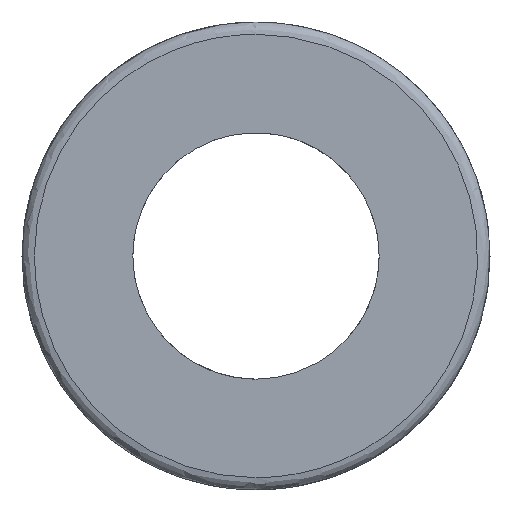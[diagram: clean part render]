
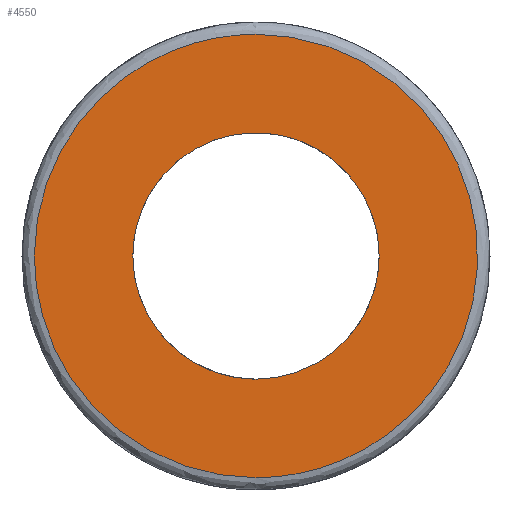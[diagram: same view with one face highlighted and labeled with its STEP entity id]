
A CAD part, left-side view. The second image highlights one B-rep face of the part: STEP entity #4550.
In plain terms, the highlighted free-form (B-spline) face has degree [1, 1] with [2, 2] control points.
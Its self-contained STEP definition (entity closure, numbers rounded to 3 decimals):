
#3600 = CARTESIAN_POINT ('', (0., 0., -5.));
#3610 = VERTEX_POINT ('', #3600);
#3670 = CARTESIAN_POINT ('', (0., -5., 0.));
#3680 = VERTEX_POINT ('', #3670);
#3690 = CARTESIAN_POINT ('', (0., 0., -5.));
#3700 = CARTESIAN_POINT ('', (0., -2.5, -5.));
#3710 = CARTESIAN_POINT ('', (0., -5., -3.333));
#3720 = CARTESIAN_POINT ('', (0., -5., 0.));
#3730 = (
   BOUNDED_CURVE ()
   B_SPLINE_CURVE (3, (#3690, #3700, #3710, #3720), .UNSPECIFIED., .F., .U.)
   B_SPLINE_CURVE_WITH_KNOTS ((4, 4), (0., 1.), .UNSPECIFIED.)
   CURVE ()
   GEOMETRIC_REPRESENTATION_ITEM ()
   RATIONAL_B_SPLINE_CURVE ((1., 0.667, 0.5, 0.5))
   REPRESENTATION_ITEM ('')
);
#3740 = EDGE_CURVE ('', #3610, #3680, #3730, .T.);
#3760 = CARTESIAN_POINT ('', (0., 5., 0.));
#3770 = VERTEX_POINT ('', #3760);
#3780 = CARTESIAN_POINT ('', (0., -5., 0.));
#3790 = CARTESIAN_POINT ('', (0., -5., 3.333));
#3800 = CARTESIAN_POINT ('', (0., -2.5, 5.));
#3810 = CARTESIAN_POINT ('', (0., 0., 5.));
#3820 = CARTESIAN_POINT ('', (0., 2.5, 5.));
#3830 = CARTESIAN_POINT ('', (0., 5., 3.333));
#3840 = CARTESIAN_POINT ('', (0., 5., 0.));
#3850 = (
   BOUNDED_CURVE ()
   B_SPLINE_CURVE (3, (#3780, #3790, #3800, #3810, #3820, #3830, #3840), .UNSPECIFIED., .F., .U.)
   B_SPLINE_CURVE_WITH_KNOTS ((4, 3, 4), (0., 0.5, 1.), .UNSPECIFIED.)
   CURVE ()
   GEOMETRIC_REPRESENTATION_ITEM ()
   RATIONAL_B_SPLINE_CURVE ((0.5, 0.5, 0.667, 1., 0.667, 0.5, 0.5))
   REPRESENTATION_ITEM ('')
);
#3860 = EDGE_CURVE ('', #3680, #3770, #3850, .T.);
#3880 = CARTESIAN_POINT ('', (0., 5., 0.));
#3890 = CARTESIAN_POINT ('', (0., 5., -3.333));
#3900 = CARTESIAN_POINT ('', (0., 2.5, -5.));
#3910 = CARTESIAN_POINT ('', (0., 0., -5.));
#3920 = (
   BOUNDED_CURVE ()
   B_SPLINE_CURVE (3, (#3880, #3890, #3900, #3910), .UNSPECIFIED., .F., .U.)
   B_SPLINE_CURVE_WITH_KNOTS ((4, 4), (0., 1.), .UNSPECIFIED.)
   CURVE ()
   GEOMETRIC_REPRESENTATION_ITEM ()
   RATIONAL_B_SPLINE_CURVE ((0.5, 0.5, 0.667, 1.))
   REPRESENTATION_ITEM ('')
);
#3930 = EDGE_CURVE ('', #3770, #3610, #3920, .T.);
#4160 = CARTESIAN_POINT ('', (0., 0., 9.));
#4170 = VERTEX_POINT ('', #4160);
#4180 = CARTESIAN_POINT ('', (0., 0., -9.));
#4190 = VERTEX_POINT ('', #4180);
#4200 = CARTESIAN_POINT ('', (0., 0., 9.));
#4210 = CARTESIAN_POINT ('', (0., -18., 9.));
#4220 = CARTESIAN_POINT ('', (0., -18., -9.));
#4230 = CARTESIAN_POINT ('', (0., 0., -9.));
#4240 = (
   BOUNDED_CURVE ()
   B_SPLINE_CURVE (3, (#4200, #4210, #4220, #4230), .UNSPECIFIED., .F., .U.)
   B_SPLINE_CURVE_WITH_KNOTS ((4, 4), (0., 1.), .UNSPECIFIED.)
   CURVE ()
   GEOMETRIC_REPRESENTATION_ITEM ()
   RATIONAL_B_SPLINE_CURVE ((0.957, 0.319, 0.319, 0.957))
   REPRESENTATION_ITEM ('')
);
#4250 = EDGE_CURVE ('', #4170, #4190, #4240, .T.);
#4260 = ORIENTED_EDGE ('', *, *, #4250, .F.);
#4270 = CARTESIAN_POINT ('', (0., 9., 0.));
#4280 = VERTEX_POINT ('', #4270);
#4290 = CARTESIAN_POINT ('', (0., 9., 0.));
#4300 = CARTESIAN_POINT ('', (0., 9., 6.));
#4310 = CARTESIAN_POINT ('', (0., 4.5, 9.));
#4320 = CARTESIAN_POINT ('', (0., 0., 9.));
#4330 = (
   BOUNDED_CURVE ()
   B_SPLINE_CURVE (3, (#4290, #4300, #4310, #4320), .UNSPECIFIED., .F., .U.)
   B_SPLINE_CURVE_WITH_KNOTS ((4, 4), (0., 1.), .UNSPECIFIED.)
   CURVE ()
   GEOMETRIC_REPRESENTATION_ITEM ()
   RATIONAL_B_SPLINE_CURVE ((0.478, 0.478, 0.638, 0.957))
   REPRESENTATION_ITEM ('')
);
#4340 = EDGE_CURVE ('', #4280, #4170, #4330, .T.);
#4350 = ORIENTED_EDGE ('', *, *, #4340, .F.);
#4360 = CARTESIAN_POINT ('', (0., 0., -9.));
#4370 = CARTESIAN_POINT ('', (0., 4.5, -9.));
#4380 = CARTESIAN_POINT ('', (0., 9., -6.));
#4390 = CARTESIAN_POINT ('', (0., 9., 0.));
#4400 = (
   BOUNDED_CURVE ()
   B_SPLINE_CURVE (3, (#4360, #4370, #4380, #4390), .UNSPECIFIED., .F., .U.)
   B_SPLINE_CURVE_WITH_KNOTS ((4, 4), (0., 1.), .UNSPECIFIED.)
   CURVE ()
   GEOMETRIC_REPRESENTATION_ITEM ()
   RATIONAL_B_SPLINE_CURVE ((0.957, 0.638, 0.478, 0.478))
   REPRESENTATION_ITEM ('')
);
#4410 = EDGE_CURVE ('', #4190, #4280, #4400, .T.);
#4420 = ORIENTED_EDGE ('', *, *, #4410, .F.);
#4430 = EDGE_LOOP ('', (#4260, #4350, #4420));
#4440 = FACE_OUTER_BOUND ('', #4430, .T.);
#4450 = ORIENTED_EDGE ('', *, *, #3740, .F.);
#4460 = ORIENTED_EDGE ('', *, *, #3930, .F.);
#4470 = ORIENTED_EDGE ('', *, *, #3860, .F.);
#4480 = EDGE_LOOP ('', (#4450, #4460, #4470));
#4490 = FACE_BOUND ('', #4480, .T.);
#4500 = CARTESIAN_POINT ('', (0., -9.109, 9.108));
#4510 = CARTESIAN_POINT ('', (0., -9.109, -9.108));
#4520 = CARTESIAN_POINT ('', (0., 9.108, 9.108));
#4530 = CARTESIAN_POINT ('', (0., 9.108, -9.108));
#4540 = B_SPLINE_SURFACE_WITH_KNOTS ('', 1, 1, ((#4500, #4510), (#4520, #4530)), .UNSPECIFIED., .F., .F., .U., (2, 2), (2, 2), (0., 1.), (0., 1.), .UNSPECIFIED.);
#4550 = ADVANCED_FACE ('', (#4440, #4490), #4540, .T.);
